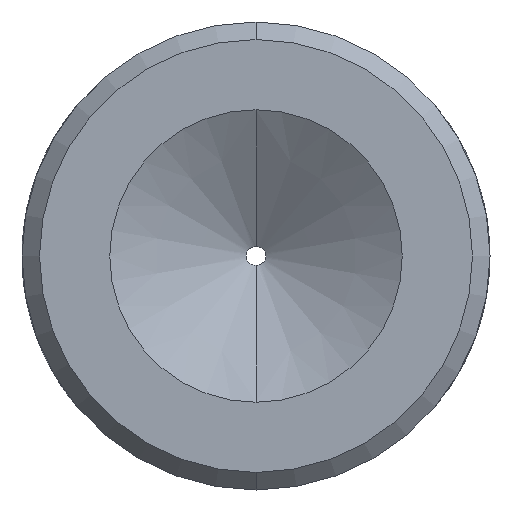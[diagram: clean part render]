
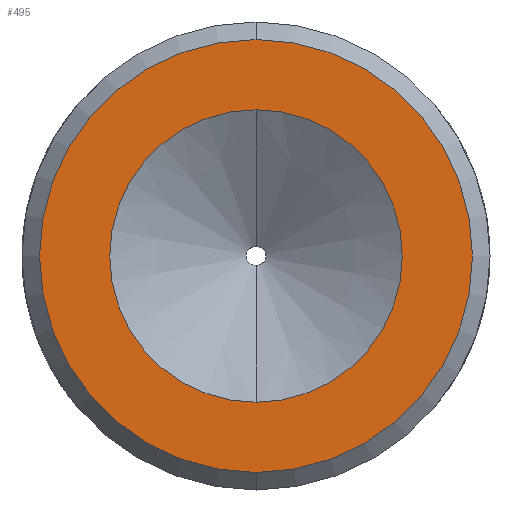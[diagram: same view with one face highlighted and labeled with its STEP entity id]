
A CAD part, front view. The second image highlights one B-rep face of the part: STEP entity #495.
In plain terms, the highlighted planar face has unit normal (0, -1, 0).
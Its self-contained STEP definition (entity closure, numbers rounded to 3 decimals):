
#51 = AXIS2_PLACEMENT_3D ( 'NONE', #629, #724, #447 ) ;
#60 = DIRECTION ( 'NONE',  ( 0., 0., -1. ) ) ;
#61 = EDGE_CURVE ( 'NONE', #896, #1182, #986, .T. ) ;
#91 = ORIENTED_EDGE ( 'NONE', *, *, #61, .F. ) ;
#189 = CARTESIAN_POINT ( 'NONE',  ( 0., 0., -2.5 ) ) ;
#200 = EDGE_CURVE ( 'NONE', #262, #637, #971, .T. ) ;
#262 = VERTEX_POINT ( 'NONE', #1240 ) ;
#277 = DIRECTION ( 'NONE',  ( 0., -1., 0. ) ) ;
#295 = DIRECTION ( 'NONE',  ( 0., 0., -1. ) ) ;
#304 = EDGE_LOOP ( 'NONE', ( #91, #877 ) ) ;
#363 = FACE_BOUND ( 'NONE', #304, .T. ) ;
#402 = AXIS2_PLACEMENT_3D ( 'NONE', #1018, #833, #539 ) ;
#442 = CARTESIAN_POINT ( 'NONE',  ( 0., 0., 0. ) ) ;
#447 = DIRECTION ( 'NONE',  ( 0., 0., -1. ) ) ;
#455 = PLANE ( 'NONE',  #467 ) ;
#467 = AXIS2_PLACEMENT_3D ( 'NONE', #442, #830, #60 ) ;
#495 = ADVANCED_FACE ( 'NONE', ( #679, #363 ), #455, .T. ) ;
#509 = CARTESIAN_POINT ( 'NONE',  ( 0., 0., 3.7 ) ) ;
#539 = DIRECTION ( 'NONE',  ( 0., 0., -1. ) ) ;
#595 = CARTESIAN_POINT ( 'NONE',  ( 0., 0., 0. ) ) ;
#622 = ORIENTED_EDGE ( 'NONE', *, *, #1256, .T. ) ;
#629 = CARTESIAN_POINT ( 'NONE',  ( 0., 0., 0. ) ) ;
#630 = CIRCLE ( 'NONE', #1250, 3.7 ) ;
#637 = VERTEX_POINT ( 'NONE', #509 ) ;
#679 = FACE_OUTER_BOUND ( 'NONE', #975, .T. ) ;
#682 = ORIENTED_EDGE ( 'NONE', *, *, #200, .T. ) ;
#724 = DIRECTION ( 'NONE',  ( 0., -1., 0. ) ) ;
#790 = AXIS2_PLACEMENT_3D ( 'NONE', #595, #978, #295 ) ;
#826 = CARTESIAN_POINT ( 'NONE',  ( 0., 0., 2.5 ) ) ;
#830 = DIRECTION ( 'NONE',  ( 0., -1., 0. ) ) ;
#833 = DIRECTION ( 'NONE',  ( 0., -1., 0. ) ) ;
#877 = ORIENTED_EDGE ( 'NONE', *, *, #1078, .F. ) ;
#896 = VERTEX_POINT ( 'NONE', #189 ) ;
#971 = CIRCLE ( 'NONE', #51, 3.7 ) ;
#975 = EDGE_LOOP ( 'NONE', ( #622, #682 ) ) ;
#978 = DIRECTION ( 'NONE',  ( 0., -1., 0. ) ) ;
#986 = CIRCLE ( 'NONE', #790, 2.5 ) ;
#1018 = CARTESIAN_POINT ( 'NONE',  ( 0., 0., 0. ) ) ;
#1033 = CIRCLE ( 'NONE', #402, 2.5 ) ;
#1049 = DIRECTION ( 'NONE',  ( 0., 0., -1. ) ) ;
#1065 = CARTESIAN_POINT ( 'NONE',  ( 0., 0., 0. ) ) ;
#1078 = EDGE_CURVE ( 'NONE', #1182, #896, #1033, .T. ) ;
#1182 = VERTEX_POINT ( 'NONE', #826 ) ;
#1240 = CARTESIAN_POINT ( 'NONE',  ( 0., 0., -3.7 ) ) ;
#1250 = AXIS2_PLACEMENT_3D ( 'NONE', #1065, #277, #1049 ) ;
#1256 = EDGE_CURVE ( 'NONE', #637, #262, #630, .T. ) ;
